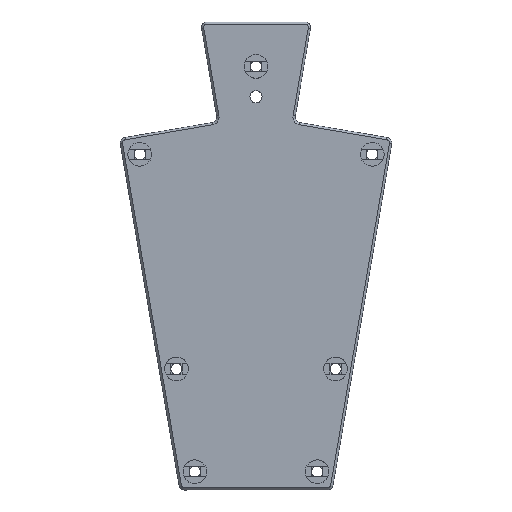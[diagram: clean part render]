
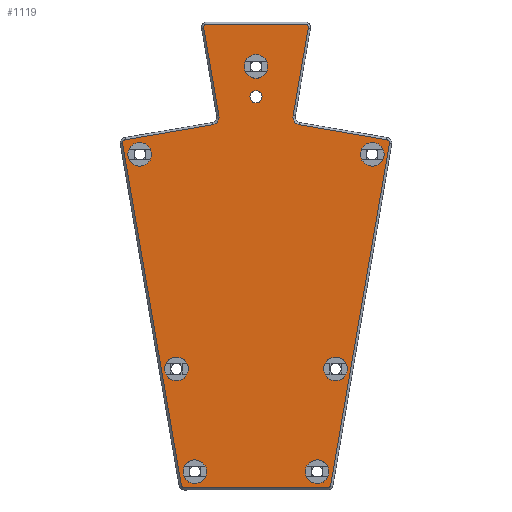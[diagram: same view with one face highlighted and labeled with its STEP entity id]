
A CAD part, top view. The second image highlights one B-rep face of the part: STEP entity #1119.
In plain terms, the highlighted planar face has unit normal (0, 0, 1).
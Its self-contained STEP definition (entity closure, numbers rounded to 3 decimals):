
#1119=ADVANCED_FACE('',(#2911,#2913,#2915,#2917,#2919,#2921,#2923,#2925,#2927),#2929,
.T.);
#2911=FACE_BOUND('',#2912,.T.);
#2912=EDGE_LOOP('',(#4249,#4250,#4251,#4252,#4253,#4254,#4255,#4256,#4257,#4258,
#4259,#4260,#4261,#4262,#4263,#4264));
#2913=FACE_BOUND('',#2914,.T.);
#2914=EDGE_LOOP('',(#4265));
#2915=FACE_BOUND('',#2916,.T.);
#2916=EDGE_LOOP('',(#4266));
#2917=FACE_BOUND('',#2918,.T.);
#2918=EDGE_LOOP('',(#4267));
#2919=FACE_BOUND('',#2920,.T.);
#2920=EDGE_LOOP('',(#4268));
#2921=FACE_BOUND('',#2922,.T.);
#2922=EDGE_LOOP('',(#4269));
#2923=FACE_BOUND('',#2924,.T.);
#2924=EDGE_LOOP('',(#4270));
#2925=FACE_BOUND('',#2926,.T.);
#2926=EDGE_LOOP('',(#4271));
#2927=FACE_BOUND('',#2928,.T.);
#2928=EDGE_LOOP('',(#4272));
#2929=PLANE('',#2930);
#2930=AXIS2_PLACEMENT_3D('',#2931,#2932,#2933);
#2931=CARTESIAN_POINT('',(0.,0.,6.4));
#2932=DIRECTION('',(0.,0.,1.));
#2933=DIRECTION('',(-1.,0.,0.));
#4249=ORIENTED_EDGE('',*,*,#5108,.T.);
#4250=ORIENTED_EDGE('',*,*,#5109,.T.);
#4251=ORIENTED_EDGE('',*,*,#5110,.T.);
#4252=ORIENTED_EDGE('',*,*,#5111,.T.);
#4253=ORIENTED_EDGE('',*,*,#5112,.T.);
#4254=ORIENTED_EDGE('',*,*,#5113,.T.);
#4255=ORIENTED_EDGE('',*,*,#5114,.T.);
#4256=ORIENTED_EDGE('',*,*,#5115,.T.);
#4257=ORIENTED_EDGE('',*,*,#5116,.T.);
#4258=ORIENTED_EDGE('',*,*,#5117,.T.);
#4259=ORIENTED_EDGE('',*,*,#5118,.T.);
#4260=ORIENTED_EDGE('',*,*,#5119,.T.);
#4261=ORIENTED_EDGE('',*,*,#5120,.T.);
#4262=ORIENTED_EDGE('',*,*,#5121,.T.);
#4263=ORIENTED_EDGE('',*,*,#5122,.T.);
#4264=ORIENTED_EDGE('',*,*,#5123,.T.);
#4265=ORIENTED_EDGE('',*,*,#5051,.T.);
#4266=ORIENTED_EDGE('',*,*,#5044,.T.);
#4267=ORIENTED_EDGE('',*,*,#5037,.T.);
#4268=ORIENTED_EDGE('',*,*,#5030,.T.);
#4269=ORIENTED_EDGE('',*,*,#5023,.T.);
#4270=ORIENTED_EDGE('',*,*,#5016,.T.);
#4271=ORIENTED_EDGE('',*,*,#5009,.T.);
#4272=ORIENTED_EDGE('',*,*,#5124,.T.);
#5009=EDGE_CURVE('',#5719,#5719,#5720,.F.);
#5016=EDGE_CURVE('',#5731,#5731,#5732,.F.);
#5023=EDGE_CURVE('',#5743,#5743,#5744,.F.);
#5030=EDGE_CURVE('',#5755,#5755,#5756,.F.);
#5037=EDGE_CURVE('',#5767,#5767,#5768,.F.);
#5044=EDGE_CURVE('',#5779,#5779,#5780,.F.);
#5051=EDGE_CURVE('',#5791,#5791,#5792,.F.);
#5108=EDGE_CURVE('',#5849,#5850,#5851,.T.);
#5109=EDGE_CURVE('',#5850,#5852,#5853,.T.);
#5110=EDGE_CURVE('',#5852,#5854,#5855,.T.);
#5111=EDGE_CURVE('',#5854,#5856,#5857,.T.);
#5112=EDGE_CURVE('',#5856,#5858,#5859,.T.);
#5113=EDGE_CURVE('',#5858,#5860,#5861,.T.);
#5114=EDGE_CURVE('',#5860,#5862,#5863,.T.);
#5115=EDGE_CURVE('',#5862,#5864,#5865,.T.);
#5116=EDGE_CURVE('',#5864,#5866,#5867,.T.);
#5117=EDGE_CURVE('',#5866,#5868,#5869,.T.);
#5118=EDGE_CURVE('',#5868,#5870,#5871,.T.);
#5119=EDGE_CURVE('',#5870,#5872,#5873,.T.);
#5120=EDGE_CURVE('',#5872,#5874,#5875,.T.);
#5121=EDGE_CURVE('',#5874,#5876,#5877,.T.);
#5122=EDGE_CURVE('',#5876,#5878,#5879,.T.);
#5123=EDGE_CURVE('',#5878,#5849,#5880,.T.);
#5124=EDGE_CURVE('',#5881,#5881,#5882,.T.);
#5719=VERTEX_POINT('',#7044);
#5720=CIRCLE('',#7045,2.15);
#5731=VERTEX_POINT('',#7073);
#5732=CIRCLE('',#7074,2.15);
#5743=VERTEX_POINT('',#7102);
#5744=CIRCLE('',#7103,2.15);
#5755=VERTEX_POINT('',#7131);
#5756=CIRCLE('',#7132,2.15);
#5767=VERTEX_POINT('',#7160);
#5768=CIRCLE('',#7161,2.15);
#5779=VERTEX_POINT('',#7189);
#5780=CIRCLE('',#7190,2.15);
#5791=VERTEX_POINT('',#7218);
#5792=CIRCLE('',#7219,2.15);
#5849=VERTEX_POINT('',#7419);
#5850=VERTEX_POINT('',#7420);
#5851=LINE('',#7421,#7422);
#5852=VERTEX_POINT('',#7424);
#5853=CIRCLE('',#7425,0.6);
#5854=VERTEX_POINT('',#7429);
#5855=LINE('',#7430,#7431);
#5856=VERTEX_POINT('',#7433);
#5857=CIRCLE('',#7434,1.4);
#5858=VERTEX_POINT('',#7438);
#5859=LINE('',#7439,#7440);
#5860=VERTEX_POINT('',#7442);
#5861=CIRCLE('',#7443,0.6);
#5862=VERTEX_POINT('',#7447);
#5863=LINE('',#7448,#7449);
#5864=VERTEX_POINT('',#7451);
#5865=CIRCLE('',#7452,0.6);
#5866=VERTEX_POINT('',#7456);
#5867=LINE('',#7457,#7458);
#5868=VERTEX_POINT('',#7460);
#5869=CIRCLE('',#7461,1.4);
#5870=VERTEX_POINT('',#7465);
#5871=LINE('',#7466,#7467);
#5872=VERTEX_POINT('',#7469);
#5873=CIRCLE('',#7470,0.6);
#5874=VERTEX_POINT('',#7474);
#5875=LINE('',#7475,#7476);
#5876=VERTEX_POINT('',#7478);
#5877=CIRCLE('',#7479,0.6);
#5878=VERTEX_POINT('',#7483);
#5879=LINE('',#7484,#7485);
#5880=CIRCLE('',#7487,0.6);
#5881=VERTEX_POINT('',#7491);
#5882=CIRCLE('',#7492,1.1);
#7044=CARTESIAN_POINT('',(-23.208,23.051,6.4));
#7045=AXIS2_PLACEMENT_3D('',#7046,#7047,#7048);
#7046=CARTESIAN_POINT('',(-21.058,23.051,6.4));
#7047=DIRECTION('',(0.,0.,1.));
#7048=DIRECTION('',(-1.,0.,0.));
#7073=CARTESIAN_POINT('',(18.908,23.051,6.4));
#7074=AXIS2_PLACEMENT_3D('',#7075,#7076,#7077);
#7075=CARTESIAN_POINT('',(21.058,23.051,6.4));
#7076=DIRECTION('',(0.,0.,1.));
#7077=DIRECTION('',(-1.,0.,0.));
#7102=CARTESIAN_POINT('',(-2.15,38.975,6.4));
#7103=AXIS2_PLACEMENT_3D('',#7104,#7105,#7106);
#7104=CARTESIAN_POINT('',(0.,38.975,6.4));
#7105=DIRECTION('',(0.,0.,1.));
#7106=DIRECTION('',(-1.,0.,0.));
#7131=CARTESIAN_POINT('',(-13.218,-34.461,6.4));
#7132=AXIS2_PLACEMENT_3D('',#7133,#7134,#7135);
#7133=CARTESIAN_POINT('',(-11.068,-34.461,6.4));
#7134=DIRECTION('',(0.,0.,1.));
#7135=DIRECTION('',(-1.,0.,0.));
#7160=CARTESIAN_POINT('',(8.918,-34.461,6.4));
#7161=AXIS2_PLACEMENT_3D('',#7162,#7163,#7164);
#7162=CARTESIAN_POINT('',(11.068,-34.461,6.4));
#7163=DIRECTION('',(0.,0.,1.));
#7164=DIRECTION('',(-1.,0.,0.));
#7189=CARTESIAN_POINT('',(-16.566,-15.835,6.4));
#7190=AXIS2_PLACEMENT_3D('',#7191,#7192,#7193);
#7191=CARTESIAN_POINT('',(-14.416,-15.835,6.4));
#7192=DIRECTION('',(0.,0.,1.));
#7193=DIRECTION('',(-1.,0.,0.));
#7218=CARTESIAN_POINT('',(12.266,-15.835,6.4));
#7219=AXIS2_PLACEMENT_3D('',#7220,#7221,#7222);
#7220=CARTESIAN_POINT('',(14.416,-15.835,6.4));
#7221=DIRECTION('',(0.,0.,1.));
#7222=DIRECTION('',(-1.,0.,0.));
#7419=CARTESIAN_POINT('',(13.545,-36.852,6.4));
#7420=CARTESIAN_POINT('',(24.17,24.986,6.4));
#7421=CARTESIAN_POINT('',(13.545,-36.852,6.4));
#7422=VECTOR('',#7423,1.);
#7423=DIRECTION('',(0.169,0.986,0.));
#7424=CARTESIAN_POINT('',(23.681,25.679,6.4));
#7425=AXIS2_PLACEMENT_3D('',#7426,#7427,#7428);
#7426=CARTESIAN_POINT('',(23.579,25.088,6.4));
#7427=DIRECTION('',(0.,0.,1.));
#7428=DIRECTION('',(0.986,-0.169,0.));
#7429=CARTESIAN_POINT('',(7.862,28.397,6.4));
#7430=CARTESIAN_POINT('',(23.681,25.679,6.4));
#7431=VECTOR('',#7432,1.);
#7432=DIRECTION('',(-0.986,0.169,0.));
#7433=CARTESIAN_POINT('',(6.72,30.014,6.4));
#7434=AXIS2_PLACEMENT_3D('',#7435,#7436,#7437);
#7435=CARTESIAN_POINT('',(8.1,29.777,6.4));
#7436=DIRECTION('',(0.,0.,-1.));
#7437=DIRECTION('',(-0.169,-0.986,0.));
#7438=CARTESIAN_POINT('',(9.45,45.903,6.4));
#7439=CARTESIAN_POINT('',(6.72,30.014,6.4));
#7440=VECTOR('',#7441,1.);
#7441=DIRECTION('',(0.169,0.986,0.));
#7442=CARTESIAN_POINT('',(8.859,46.604,6.4));
#7443=AXIS2_PLACEMENT_3D('',#7444,#7445,#7446);
#7444=CARTESIAN_POINT('',(8.859,46.004,6.4));
#7445=DIRECTION('',(0.,0.,1.));
#7446=DIRECTION('',(0.986,-0.169,0.));
#7447=CARTESIAN_POINT('',(-8.859,46.604,6.4));
#7448=CARTESIAN_POINT('',(8.859,46.604,6.4));
#7449=VECTOR('',#7450,1.);
#7450=DIRECTION('',(-1.,0.,0.));
#7451=CARTESIAN_POINT('',(-9.45,45.903,6.4));
#7452=AXIS2_PLACEMENT_3D('',#7453,#7454,#7455);
#7453=CARTESIAN_POINT('',(-8.859,46.004,6.4));
#7454=DIRECTION('',(0.,0.,1.));
#7455=DIRECTION('',(0.,1.,0.));
#7456=CARTESIAN_POINT('',(-6.72,30.014,6.4));
#7457=CARTESIAN_POINT('',(-9.45,45.903,6.4));
#7458=VECTOR('',#7459,1.);
#7459=DIRECTION('',(0.169,-0.986,0.));
#7460=CARTESIAN_POINT('',(-7.862,28.397,6.4));
#7461=AXIS2_PLACEMENT_3D('',#7462,#7463,#7464);
#7462=CARTESIAN_POINT('',(-8.1,29.777,6.4));
#7463=DIRECTION('',(0.,0.,-1.));
#7464=DIRECTION('',(0.986,0.169,0.));
#7465=CARTESIAN_POINT('',(-23.681,25.679,6.4));
#7466=CARTESIAN_POINT('',(-7.862,28.397,6.4));
#7467=VECTOR('',#7468,1.);
#7468=DIRECTION('',(-0.986,-0.169,0.));
#7469=CARTESIAN_POINT('',(-24.17,24.986,6.4));
#7470=AXIS2_PLACEMENT_3D('',#7471,#7472,#7473);
#7471=CARTESIAN_POINT('',(-23.579,25.088,6.4));
#7472=DIRECTION('',(0.,0.,1.));
#7473=DIRECTION('',(-0.169,0.986,0.));
#7474=CARTESIAN_POINT('',(-13.545,-36.852,6.4));
#7475=CARTESIAN_POINT('',(-24.17,24.986,6.4));
#7476=VECTOR('',#7477,1.);
#7477=DIRECTION('',(0.169,-0.986,0.));
#7478=CARTESIAN_POINT('',(-12.953,-37.35,6.4));
#7479=AXIS2_PLACEMENT_3D('',#7480,#7481,#7482);
#7480=CARTESIAN_POINT('',(-12.953,-36.75,6.4));
#7481=DIRECTION('',(0.,0.,1.));
#7482=DIRECTION('',(-0.986,-0.169,0.));
#7483=CARTESIAN_POINT('',(12.953,-37.35,6.4));
#7484=CARTESIAN_POINT('',(-12.953,-37.35,6.4));
#7485=VECTOR('',#7486,1.);
#7486=DIRECTION('',(1.,0.,0.));
#7487=AXIS2_PLACEMENT_3D('',#7488,#7489,#7490);
#7488=CARTESIAN_POINT('',(12.953,-36.75,6.4));
#7489=DIRECTION('',(0.,0.,1.));
#7490=DIRECTION('',(0.,-1.,0.));
#7491=CARTESIAN_POINT('',(1.1,33.449,6.4));
#7492=AXIS2_PLACEMENT_3D('',#7493,#7494,#7495);
#7493=CARTESIAN_POINT('',(0.,33.449,6.4));
#7494=DIRECTION('',(0.,0.,-1.));
#7495=DIRECTION('',(1.,0.,0.));
